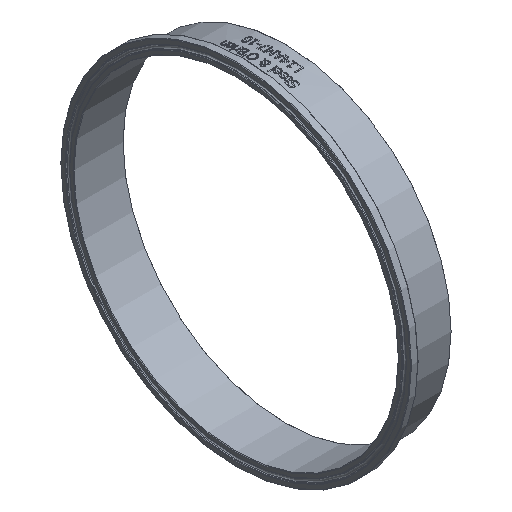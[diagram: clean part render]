
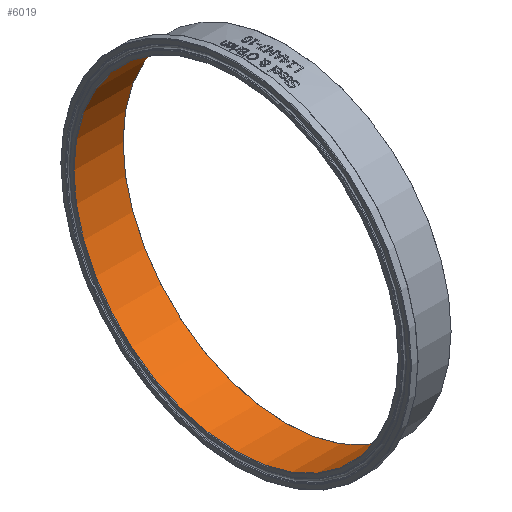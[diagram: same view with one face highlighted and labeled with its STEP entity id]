
A CAD part, isometric view. The second image highlights one B-rep face of the part: STEP entity #6019.
In plain terms, the highlighted cylindrical face has radius 124.231 mm (diameter 248.463 mm), a full revolution.
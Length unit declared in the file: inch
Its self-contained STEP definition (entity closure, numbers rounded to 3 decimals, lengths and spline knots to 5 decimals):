
#104=FACE_BOUND('',#1110,.T.);
#733=FACE_OUTER_BOUND('',#1109,.T.);
#1109=EDGE_LOOP('',(#5599));
#1110=EDGE_LOOP('',(#5600));
#1555=CIRCLE('',#6417,4.891);
#1557=CIRCLE('',#6421,4.891);
#2973=VERTEX_POINT('',#12925);
#2975=VERTEX_POINT('',#12931);
#3855=EDGE_CURVE('',#2973,#2973,#1555,.T.);
#3857=EDGE_CURVE('',#2975,#2975,#1557,.T.);
#5599=ORIENTED_EDGE('',*,*,#3857,.F.);
#5600=ORIENTED_EDGE('',*,*,#3855,.F.);
#5668=CYLINDRICAL_SURFACE('',#6420,4.891);
#6019=ADVANCED_FACE('',(#733,#104),#5668,.F.);
#6417=AXIS2_PLACEMENT_3D('',#12926,#7621,#7622);
#6420=AXIS2_PLACEMENT_3D('',#12930,#7627,#7628);
#6421=AXIS2_PLACEMENT_3D('',#12932,#7629,#7630);
#7621=DIRECTION('center_axis',(-1.,0.,0.));
#7622=DIRECTION('ref_axis',(0.,-1.,0.));
#7627=DIRECTION('center_axis',(1.,0.,0.));
#7628=DIRECTION('ref_axis',(0.,1.,0.));
#7629=DIRECTION('center_axis',(1.,0.,0.));
#7630=DIRECTION('ref_axis',(0.,-1.,0.));
#12925=CARTESIAN_POINT('',(1.495,4.891,0.));
#12926=CARTESIAN_POINT('Origin',(1.495,0.,0.));
#12930=CARTESIAN_POINT('Origin',(0.7655,0.,0.));
#12931=CARTESIAN_POINT('',(0.015,4.891,0.));
#12932=CARTESIAN_POINT('Origin',(0.015,0.,0.));
